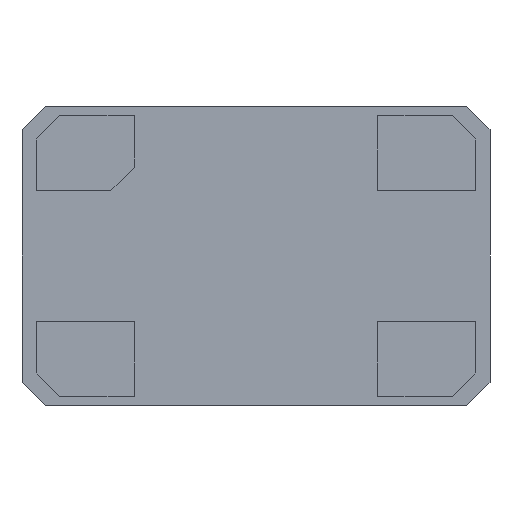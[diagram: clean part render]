
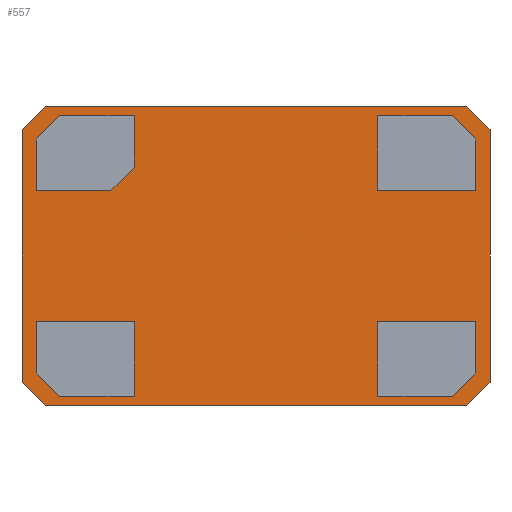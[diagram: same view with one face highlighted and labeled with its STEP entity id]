
A CAD part, front view. The second image highlights one B-rep face of the part: STEP entity #557.
In plain terms, the highlighted planar face has unit normal (0, -1, 0).
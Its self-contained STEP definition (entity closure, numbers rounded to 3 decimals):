
#297=EDGE_CURVE('NONE',#298,#300,#302,.T.);
#298=VERTEX_POINT('NONE',#299);
#299=CARTESIAN_POINT('',(-2.25,0.0,1.6));
#300=VERTEX_POINT('NONE',#301);
#301=CARTESIAN_POINT('',(2.25,0.0,1.6));
#302=LINE('',#303,#304);
#303=CARTESIAN_POINT('',(2.25,0.0,1.6));
#304=VECTOR('',#305,1.0);
#305=DIRECTION('',(1.0,0.0,0.));
#337=EDGE_CURVE('NONE',#300,#338,#340,.T.);
#338=VERTEX_POINT('NONE',#339);
#339=CARTESIAN_POINT('',(2.5,0.0,1.35));
#340=LINE('',#341,#342);
#341=CARTESIAN_POINT('',(2.5,0.0,1.35));
#342=VECTOR('',#343,1.0);
#343=DIRECTION('',(0.707,0.0,-0.707));
#368=EDGE_CURVE('NONE',#338,#369,#371,.T.);
#369=VERTEX_POINT('NONE',#370);
#370=CARTESIAN_POINT('',(2.5,0.0,-1.35));
#371=LINE('',#372,#373);
#372=CARTESIAN_POINT('',(2.5,0.0,-1.35));
#373=VECTOR('',#374,1.0);
#374=DIRECTION('',(0.,0.0,-1.0));
#399=EDGE_CURVE('NONE',#369,#400,#402,.T.);
#400=VERTEX_POINT('NONE',#401);
#401=CARTESIAN_POINT('',(2.25,0.0,-1.6));
#402=LINE('',#403,#404);
#403=CARTESIAN_POINT('',(2.5,0.0,-1.35));
#404=VECTOR('',#405,1.0);
#405=DIRECTION('',(-0.707,0.0,-0.707));
#430=EDGE_CURVE('NONE',#400,#431,#433,.T.);
#431=VERTEX_POINT('NONE',#432);
#432=CARTESIAN_POINT('',(-2.25,0.0,-1.6));
#433=LINE('',#434,#435);
#434=CARTESIAN_POINT('',(2.25,0.0,-1.6));
#435=VECTOR('',#436,1.0);
#436=DIRECTION('',(-1.0,0.0,0.));
#461=EDGE_CURVE('NONE',#431,#462,#464,.T.);
#462=VERTEX_POINT('NONE',#463);
#463=CARTESIAN_POINT('',(-2.5,0.0,-1.35));
#464=LINE('',#465,#466);
#465=CARTESIAN_POINT('',(-2.25,0.0,-1.6));
#466=VECTOR('',#467,1.0);
#467=DIRECTION('',(-0.707,0.0,0.707));
#492=EDGE_CURVE('NONE',#462,#493,#495,.T.);
#493=VERTEX_POINT('NONE',#494);
#494=CARTESIAN_POINT('',(-2.5,0.0,1.35));
#495=LINE('',#496,#497);
#496=CARTESIAN_POINT('',(-2.5,0.0,-1.35));
#497=VECTOR('',#498,1.0);
#498=DIRECTION('',(0.,0.0,1.0));
#523=EDGE_CURVE('NONE',#493,#298,#524,.T.);
#524=LINE('',#525,#526);
#525=CARTESIAN_POINT('',(-2.25,0.0,1.6));
#526=VECTOR('',#527,1.0);
#527=DIRECTION('',(0.707,0.0,0.707));
#557=ADVANCED_FACE('NONE',(#558,#600,#642,#684,#734),#744,.F.);
#558=FACE_BOUND('NONE',#559,.T.);
#559=EDGE_LOOP('',(#560,#570,#578,#586,#594));
#560=ORIENTED_EDGE('',*,*,#561,.T.);
#561=EDGE_CURVE('NONE',#562,#564,#566,.F.);
#562=VERTEX_POINT('NONE',#563);
#563=CARTESIAN_POINT('',(1.3,0.0,0.7));
#564=VERTEX_POINT('NONE',#565);
#565=CARTESIAN_POINT('',(1.3,0.0,1.5));
#566=LINE('',#567,#568);
#567=CARTESIAN_POINT('',(1.3,0.0,0.95));
#568=VECTOR('',#569,1.0);
#569=DIRECTION('',(0.,0.0,-1.0));
#570=ORIENTED_EDGE('',*,*,#571,.T.);
#571=EDGE_CURVE('NONE',#564,#572,#574,.F.);
#572=VERTEX_POINT('NONE',#573);
#573=CARTESIAN_POINT('',(2.1,0.0,1.5));
#574=LINE('',#575,#576);
#575=CARTESIAN_POINT('',(1.3,0.0,1.5));
#576=VECTOR('',#577,1.0);
#577=DIRECTION('',(-1.0,0.0,0.0));
#578=ORIENTED_EDGE('',*,*,#579,.T.);
#579=EDGE_CURVE('NONE',#572,#580,#582,.F.);
#580=VERTEX_POINT('NONE',#581);
#581=CARTESIAN_POINT('',(2.35,0.0,1.25));
#582=LINE('',#583,#584);
#583=CARTESIAN_POINT('',(2.1,0.0,1.5));
#584=VECTOR('',#585,1.0);
#585=DIRECTION('',(-0.707,0.0,0.707));
#586=ORIENTED_EDGE('',*,*,#587,.T.);
#587=EDGE_CURVE('NONE',#580,#588,#590,.F.);
#588=VERTEX_POINT('NONE',#589);
#589=CARTESIAN_POINT('',(2.35,0.0,0.7));
#590=LINE('',#591,#592);
#591=CARTESIAN_POINT('',(2.35,0.0,1.25));
#592=VECTOR('',#593,1.0);
#593=DIRECTION('',(0.,0.0,1.0));
#594=ORIENTED_EDGE('',*,*,#595,.T.);
#595=EDGE_CURVE('NONE',#588,#562,#596,.F.);
#596=LINE('',#597,#598);
#597=CARTESIAN_POINT('',(2.35,0.0,0.7));
#598=VECTOR('',#599,1.0);
#599=DIRECTION('',(1.0,0.0,0.0));
#600=FACE_BOUND('NONE',#601,.T.);
#601=EDGE_LOOP('',(#602,#612,#620,#628,#636));
#602=ORIENTED_EDGE('',*,*,#603,.T.);
#603=EDGE_CURVE('NONE',#604,#606,#608,.F.);
#604=VERTEX_POINT('NONE',#605);
#605=CARTESIAN_POINT('',(2.35,0.0,-1.25));
#606=VERTEX_POINT('NONE',#607);
#607=CARTESIAN_POINT('',(2.1,0.0,-1.5));
#608=LINE('',#609,#610);
#609=CARTESIAN_POINT('',(2.1,0.0,-1.5));
#610=VECTOR('',#611,1.0);
#611=DIRECTION('',(0.707,0.0,0.707));
#612=ORIENTED_EDGE('',*,*,#613,.T.);
#613=EDGE_CURVE('NONE',#606,#614,#616,.F.);
#614=VERTEX_POINT('NONE',#615);
#615=CARTESIAN_POINT('',(1.3,0.0,-1.5));
#616=LINE('',#617,#618);
#617=CARTESIAN_POINT('',(1.3,0.0,-1.5));
#618=VECTOR('',#619,1.0);
#619=DIRECTION('',(1.0,0.0,0.0));
#620=ORIENTED_EDGE('',*,*,#621,.T.);
#621=EDGE_CURVE('NONE',#614,#622,#624,.F.);
#622=VERTEX_POINT('NONE',#623);
#623=CARTESIAN_POINT('',(1.3,0.0,-0.7));
#624=LINE('',#625,#626);
#625=CARTESIAN_POINT('',(1.3,0.0,-0.95));
#626=VECTOR('',#627,1.0);
#627=DIRECTION('',(0.0,0.0,-1.0));
#628=ORIENTED_EDGE('',*,*,#629,.T.);
#629=EDGE_CURVE('NONE',#622,#630,#632,.F.);
#630=VERTEX_POINT('NONE',#631);
#631=CARTESIAN_POINT('',(2.35,0.0,-0.7));
#632=LINE('',#633,#634);
#633=CARTESIAN_POINT('',(1.3,0.0,-0.7));
#634=VECTOR('',#635,1.0);
#635=DIRECTION('',(-1.0,0.0,0.));
#636=ORIENTED_EDGE('',*,*,#637,.T.);
#637=EDGE_CURVE('NONE',#630,#604,#638,.F.);
#638=LINE('',#639,#640);
#639=CARTESIAN_POINT('',(2.35,0.0,-1.25));
#640=VECTOR('',#641,1.0);
#641=DIRECTION('',(0.,0.0,1.0));
#642=FACE_BOUND('NONE',#643,.T.);
#643=EDGE_LOOP('',(#644,#654,#662,#670,#678));
#644=ORIENTED_EDGE('',*,*,#645,.T.);
#645=EDGE_CURVE('NONE',#646,#648,#650,.F.);
#646=VERTEX_POINT('NONE',#647);
#647=CARTESIAN_POINT('',(-1.3,0.0,-0.7));
#648=VERTEX_POINT('NONE',#649);
#649=CARTESIAN_POINT('',(-1.3,0.0,-1.5));
#650=LINE('',#651,#652);
#651=CARTESIAN_POINT('',(-1.3,0.0,-0.7));
#652=VECTOR('',#653,1.0);
#653=DIRECTION('',(0.,0.0,1.0));
#654=ORIENTED_EDGE('',*,*,#655,.T.);
#655=EDGE_CURVE('NONE',#648,#656,#658,.F.);
#656=VERTEX_POINT('NONE',#657);
#657=CARTESIAN_POINT('',(-2.1,0.0,-1.5));
#658=LINE('',#659,#660);
#659=CARTESIAN_POINT('',(-1.3,0.0,-1.5));
#660=VECTOR('',#661,1.0);
#661=DIRECTION('',(1.0,0.0,0.0));
#662=ORIENTED_EDGE('',*,*,#663,.T.);
#663=EDGE_CURVE('NONE',#656,#664,#666,.F.);
#664=VERTEX_POINT('NONE',#665);
#665=CARTESIAN_POINT('',(-2.35,0.0,-1.25));
#666=LINE('',#667,#668);
#667=CARTESIAN_POINT('',(-2.1,0.0,-1.5));
#668=VECTOR('',#669,1.0);
#669=DIRECTION('',(0.707,0.0,-0.707));
#670=ORIENTED_EDGE('',*,*,#671,.T.);
#671=EDGE_CURVE('NONE',#664,#672,#674,.F.);
#672=VERTEX_POINT('NONE',#673);
#673=CARTESIAN_POINT('',(-2.35,0.0,-0.7));
#674=LINE('',#675,#676);
#675=CARTESIAN_POINT('',(-2.35,0.0,-1.25));
#676=VECTOR('',#677,1.0);
#677=DIRECTION('',(0.0,0.0,-1.0));
#678=ORIENTED_EDGE('',*,*,#679,.T.);
#679=EDGE_CURVE('NONE',#672,#646,#680,.F.);
#680=LINE('',#681,#682);
#681=CARTESIAN_POINT('',(-2.35,0.0,-0.7));
#682=VECTOR('',#683,1.0);
#683=DIRECTION('',(-1.0,0.0,0.));
#684=FACE_BOUND('NONE',#685,.T.);
#685=EDGE_LOOP('',(#686,#696,#704,#712,#720,#728));
#686=ORIENTED_EDGE('',*,*,#687,.T.);
#687=EDGE_CURVE('NONE',#688,#690,#692,.F.);
#688=VERTEX_POINT('NONE',#689);
#689=CARTESIAN_POINT('',(-1.3,0.0,1.5));
#690=VERTEX_POINT('NONE',#691);
#691=CARTESIAN_POINT('',(-1.3,0.0,0.95));
#692=LINE('',#693,#694);
#693=CARTESIAN_POINT('',(-1.3,0.0,0.95));
#694=VECTOR('',#695,1.0);
#695=DIRECTION('',(0.,0.0,1.0));
#696=ORIENTED_EDGE('',*,*,#697,.T.);
#697=EDGE_CURVE('NONE',#690,#698,#700,.F.);
#698=VERTEX_POINT('NONE',#699);
#699=CARTESIAN_POINT('',(-1.55,0.0,0.7));
#700=LINE('',#701,#702);
#701=CARTESIAN_POINT('',(-1.55,0.0,0.7));
#702=VECTOR('',#703,1.0);
#703=DIRECTION('',(0.707,0.0,0.707));
#704=ORIENTED_EDGE('',*,*,#705,.T.);
#705=EDGE_CURVE('NONE',#698,#706,#708,.F.);
#706=VERTEX_POINT('NONE',#707);
#707=CARTESIAN_POINT('',(-2.35,0.0,0.7));
#708=LINE('',#709,#710);
#709=CARTESIAN_POINT('',(-2.35,0.0,0.7));
#710=VECTOR('',#711,1.0);
#711=DIRECTION('',(1.0,0.0,0.0));
#712=ORIENTED_EDGE('',*,*,#713,.T.);
#713=EDGE_CURVE('NONE',#706,#714,#716,.F.);
#714=VERTEX_POINT('NONE',#715);
#715=CARTESIAN_POINT('',(-2.35,0.0,1.25));
#716=LINE('',#717,#718);
#717=CARTESIAN_POINT('',(-2.35,0.0,1.25));
#718=VECTOR('',#719,1.0);
#719=DIRECTION('',(0.,0.0,-1.0));
#720=ORIENTED_EDGE('',*,*,#721,.T.);
#721=EDGE_CURVE('NONE',#714,#722,#724,.F.);
#722=VERTEX_POINT('NONE',#723);
#723=CARTESIAN_POINT('',(-2.1,0.0,1.5));
#724=LINE('',#725,#726);
#725=CARTESIAN_POINT('',(-2.1,0.0,1.5));
#726=VECTOR('',#727,1.0);
#727=DIRECTION('',(-0.707,0.0,-0.707));
#728=ORIENTED_EDGE('',*,*,#729,.T.);
#729=EDGE_CURVE('NONE',#722,#688,#730,.F.);
#730=LINE('',#731,#732);
#731=CARTESIAN_POINT('',(-1.3,0.0,1.5));
#732=VECTOR('',#733,1.0);
#733=DIRECTION('',(-1.0,0.0,0.0));
#734=FACE_BOUND('NONE',#735,.T.);
#735=EDGE_LOOP('',(#736,#737,#738,#739,#740,#741,#742,#743));
#736=ORIENTED_EDGE('',*,*,#297,.F.);
#737=ORIENTED_EDGE('',*,*,#523,.F.);
#738=ORIENTED_EDGE('',*,*,#492,.F.);
#739=ORIENTED_EDGE('',*,*,#461,.F.);
#740=ORIENTED_EDGE('',*,*,#430,.F.);
#741=ORIENTED_EDGE('',*,*,#399,.F.);
#742=ORIENTED_EDGE('',*,*,#368,.F.);
#743=ORIENTED_EDGE('',*,*,#337,.F.);
#744=PLANE('',#745);
#745=AXIS2_PLACEMENT_3D('',#746,#747,#748);
#746=CARTESIAN_POINT('',(0.0,0.0,0.0));
#747=DIRECTION('',(0.0,1.0,0.0));
#748=DIRECTION('',(0.0,0.0,1.0));
